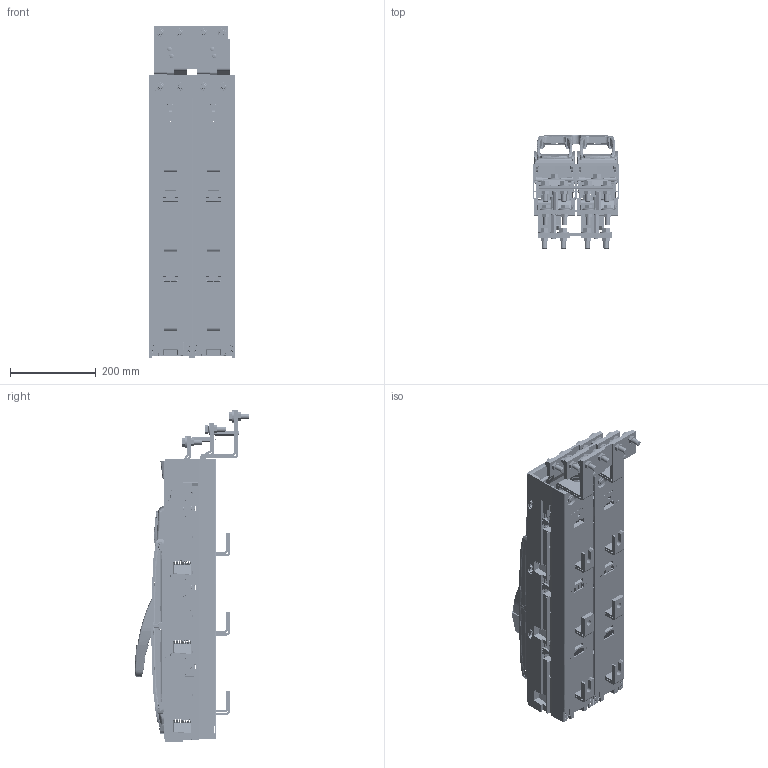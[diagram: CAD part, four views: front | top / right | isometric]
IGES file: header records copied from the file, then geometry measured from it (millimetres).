
Start section:  PTC IGES file: bzh2000a-t-3p-m12-tk.igs
Global section: file name: bzh2000a-t-3p-m12-tk.igs; native system: Creo Parametric by PTC Inc.; preprocessor: 2019164; author: CNVIXU6; organization: Unknown; date: 20201205.223653; units: millimetre
Bounding box: 199.2 x 266.51 x 775.38 mm (x, y, z)
Surface area: 1649690.6 mm2 (no closed solid volume)
Topology: 0 solids, 0 shells, 5181 faces, 38778 edges, 38759 vertices
Faces by surface type: bspline 3735, revolution 1399, extrusion 47
